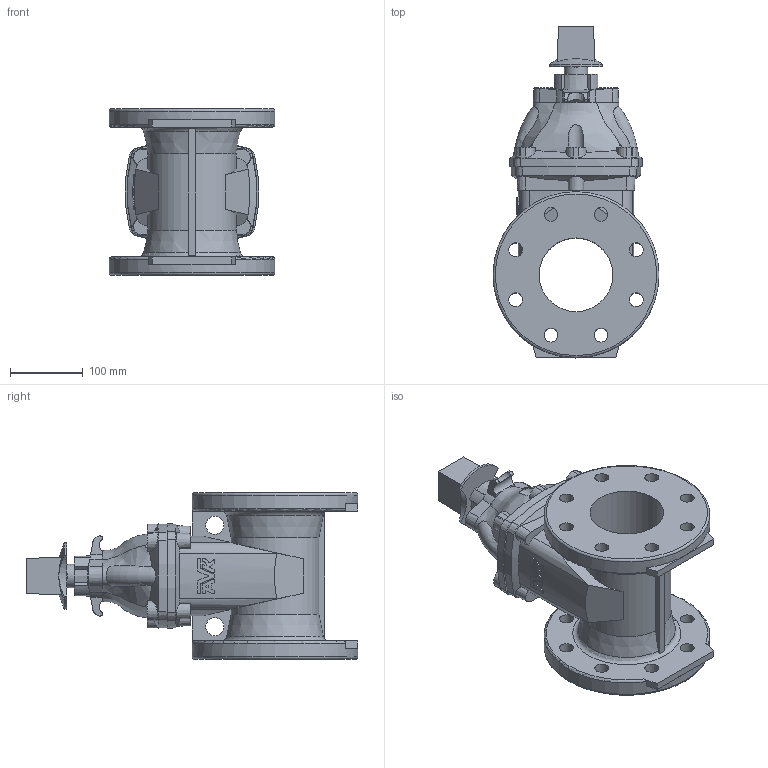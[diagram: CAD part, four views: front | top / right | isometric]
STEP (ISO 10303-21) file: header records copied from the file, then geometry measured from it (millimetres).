
FILE_DESCRIPTION (( 'STEP AP203' ), '1' );
FILE_NAME ('O_45_59_DN100_01XXX_AA0_step.step', '2017-03-03T07:36:40', ( 'Windows User' ), ( 'AVK' ), 'SwSTEP 2.0', 'SolidWorks 2012', '' );
FILE_SCHEMA (( 'CONFIG_CONTROL_DESIGN' ));
Length unit declared in the file: millimetre
Products named in the file (1): O_45_59_DN100_01XXX_AA0_step
Bounding box: 228.6 x 457.3 x 229 mm (x, y, z)
Volume: 5687928.3 mm3; surface area: 458990.4 mm2
Topology: 1 solids, 1 shells, 312 faces, 873 edges, 571 vertices
Faces by surface type: plane 102, cone 84, cylinder 58, bspline 58, torus 10
Full cylindrical faces by diameter (mm): 19 x16, 24 x2, 25 x2, 32 x1, 101.6 x1, 228.6 x2
Entity records: 15927 total; most frequent: CARTESIAN_POINT 8805, ORIENTED_EDGE 1670, DIRECTION 1134, EDGE_CURVE 835, VERTEX_POINT 559, AXIS2_PLACEMENT_3D 474, B_SPLINE_CURVE_WITH_KNOTS 386, EDGE_LOOP 384
